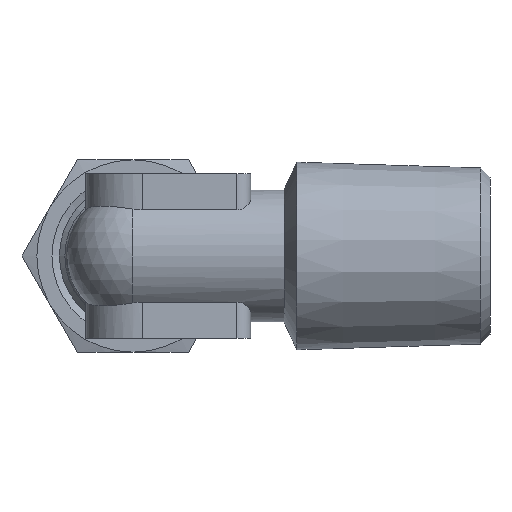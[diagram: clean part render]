
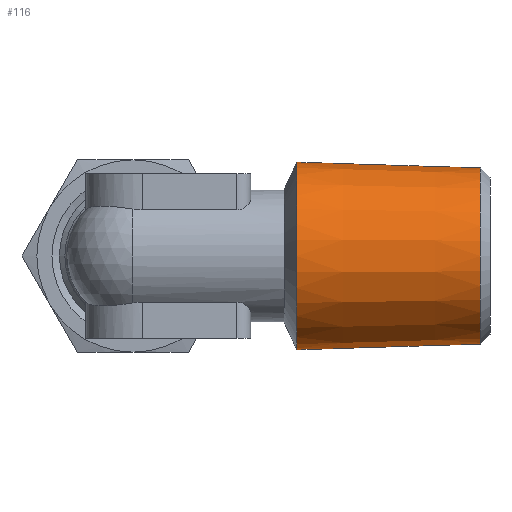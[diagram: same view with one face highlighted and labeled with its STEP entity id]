
A CAD part, left-side view. The second image highlights one B-rep face of the part: STEP entity #116.
In plain terms, the highlighted conical face has half-angle 1.788 degrees and reference radius 6.83 mm.
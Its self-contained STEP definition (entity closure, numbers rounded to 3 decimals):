
#116 = ADVANCED_FACE( '', ( #232, #233 ), #234, .T. );
#232 = FACE_BOUND( '', #377, .T. );
#233 = FACE_OUTER_BOUND( '', #378, .T. );
#234 = CONICAL_SURFACE( '', #379, 6.83, 0.031 );
#377 = EDGE_LOOP( '', ( #749 ) );
#378 = EDGE_LOOP( '', ( #750 ) );
#379 = AXIS2_PLACEMENT_3D( '', #751, #752, #753 );
#749 = ORIENTED_EDGE( '', *, *, #1030, .F. );
#750 = ORIENTED_EDGE( '', *, *, #1031, .T. );
#751 = CARTESIAN_POINT( '', ( 0., -11.931, 0. ) );
#752 = DIRECTION( '', ( 0., 1., 0. ) );
#753 = DIRECTION( '', ( 0., 0., 1. ) );
#1030 = EDGE_CURVE( '', #1259, #1259, #1260, .T. );
#1031 = EDGE_CURVE( '', #1261, #1261, #1262, .T. );
#1259 = VERTEX_POINT( '', #1762 );
#1260 = CIRCLE( '', #1763, 6.413 );
#1261 = VERTEX_POINT( '', #1764 );
#1262 = CIRCLE( '', #1765, 6.83 );
#1762 = CARTESIAN_POINT( '', ( 0., -25.302, -6.413 ) );
#1763 = AXIS2_PLACEMENT_3D( '', #1990, #1991, #1992 );
#1764 = CARTESIAN_POINT( '', ( 0., -11.931, -6.83 ) );
#1765 = AXIS2_PLACEMENT_3D( '', #1993, #1994, #1995 );
#1990 = CARTESIAN_POINT( '', ( 0., -25.302, 0. ) );
#1991 = DIRECTION( '', ( 0., -1., 0. ) );
#1992 = DIRECTION( '', ( 0., 0., -1. ) );
#1993 = CARTESIAN_POINT( '', ( 0., -11.931, 0. ) );
#1994 = DIRECTION( '', ( 0., -1., 0. ) );
#1995 = DIRECTION( '', ( 0., 0., -1. ) );
